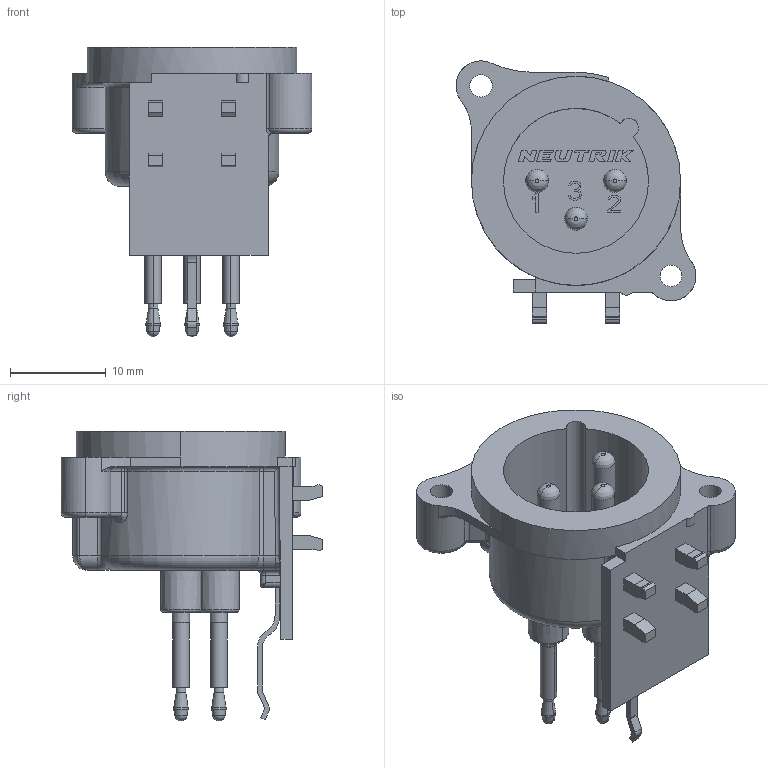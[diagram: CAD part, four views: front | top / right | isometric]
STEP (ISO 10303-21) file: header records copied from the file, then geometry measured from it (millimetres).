
FILE_DESCRIPTION(/* description */ (''),/* implementation_level */ '2;1');
FILE_NAME(/* name */ 'male_xlr.step',/* time_stamp */ '2020-04-23T09:17:32+02:00',/* author */ (''),/* organization */ (''),/* preprocessor_version */ 'ST-DEVELOPER v18.1',/* originating_system */ 'Autodesk Translation Framework v9.2.0.1227',/* authorisation */ '');
FILE_SCHEMA (('AUTOMOTIVE_DESIGN { 1 0 10303 214 3 1 1 }'));
Length unit declared in the file: millimetre
Products named in the file (1): (Unsaved)
Bounding box: 25 x 27.3 x 30.2 mm (x, y, z)
Volume: 3303.7 mm3; surface area: 3864.9 mm2
Topology: 1 solids, 1 shells, 524 faces, 1356 edges, 835 vertices
Faces by surface type: plane 302, cylinder 105, torus 42, bspline 29, cone 24, sphere 22
Entity records: 16244 total; most frequent: CARTESIAN_POINT 3537, ORIENTED_EDGE 2660, DIRECTION 2617, EDGE_CURVE 1330, LINE 933, VECTOR 933, AXIS2_PLACEMENT_3D 842, VERTEX_POINT 835
